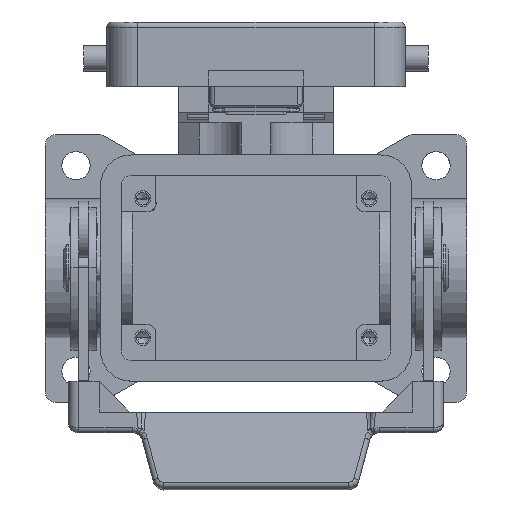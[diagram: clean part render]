
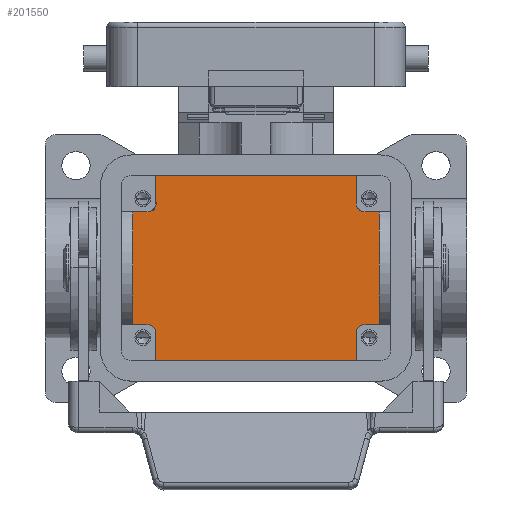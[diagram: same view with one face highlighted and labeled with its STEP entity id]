
A CAD part, top view. The second image highlights one B-rep face of the part: STEP entity #201550.
In plain terms, the highlighted planar face has unit normal (0, 0, 1).
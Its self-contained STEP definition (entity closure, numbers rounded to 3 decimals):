
#65170=CARTESIAN_POINT('',(-21.,11.,-20.));
#65180=VERTEX_POINT('',#65170);
#65210=CARTESIAN_POINT('',(0.,11.,-20.));
#65220=DIRECTION('',(-1.,0.,0.));
#65230=VECTOR('',#65220,1.);
#65240=LINE('',#65210,#65230);
#65250=CARTESIAN_POINT('',(-24.,11.,-20.));
#65260=VERTEX_POINT('',#65250);
#65270=EDGE_CURVE('',#65180,#65260,#65240,.T.);
#65730=CARTESIAN_POINT('',(0.,-11.,-20.));
#65740=DIRECTION('',(1.,0.,-0.));
#65750=VECTOR('',#65740,1.);
#65760=LINE('',#65730,#65750);
#65770=CARTESIAN_POINT('',(-24.,-11.,-20.));
#65780=VERTEX_POINT('',#65770);
#65790=CARTESIAN_POINT('',(-21.,-11.,-20.));
#65800=VERTEX_POINT('',#65790);
#65810=EDGE_CURVE('',#65780,#65800,#65760,.T.);
#67560=CARTESIAN_POINT('',(24.,-11.,-20.));
#67570=VERTEX_POINT('',#67560);
#67600=CARTESIAN_POINT('',(24.,0.,-20.));
#67610=DIRECTION('',(0.,1.,-0.));
#67620=VECTOR('',#67610,1.);
#67630=LINE('',#67600,#67620);
#67640=CARTESIAN_POINT('',(24.,11.,-20.));
#67650=VERTEX_POINT('',#67640);
#67660=EDGE_CURVE('',#67570,#67650,#67630,.T.);
#70840=CARTESIAN_POINT('',(21.,-11.,-20.));
#70850=VERTEX_POINT('',#70840);
#70880=CARTESIAN_POINT('',(0.,-11.,-20.));
#70890=DIRECTION('',(1.,0.,-0.));
#70900=VECTOR('',#70890,1.);
#70910=LINE('',#70880,#70900);
#70920=EDGE_CURVE('',#70850,#67570,#70910,.T.);
#71560=CARTESIAN_POINT('',(19.5,-18.75,-20.));
#71570=VERTEX_POINT('',#71560);
#72040=CARTESIAN_POINT('',(-19.5,-18.75,-20.));
#72050=VERTEX_POINT('',#72040);
#72080=CARTESIAN_POINT('',(0.,-18.75,-20.));
#72090=DIRECTION('',(-1.,0.,0.));
#72100=VECTOR('',#72090,1.);
#72110=LINE('',#72080,#72100);
#72120=EDGE_CURVE('',#71570,#72050,#72110,.T.);
#73370=CARTESIAN_POINT('',(-21.,-12.5,-20.));
#73380=DIRECTION('',(-0.,-0.,-1.));
#73390=DIRECTION('',(1.,0.,0.));
#73400=AXIS2_PLACEMENT_3D('',#73370,#73380,#73390);
#73410=CIRCLE('',#73400,1.5);
#73420=CARTESIAN_POINT('',(-19.5,-12.5,-20.));
#73430=VERTEX_POINT('',#73420);
#73440=EDGE_CURVE('',#65800,#73430,#73410,.T.);
#74050=CARTESIAN_POINT('',(-19.5,13.005,-20.));
#74060=VERTEX_POINT('',#74050);
#74380=CARTESIAN_POINT('',(-19.5,18.75,-20.));
#74390=VERTEX_POINT('',#74380);
#74420=CARTESIAN_POINT('',(-19.5,0.,-20.));
#74430=DIRECTION('',(0.,1.,0.));
#74440=VECTOR('',#74430,1.);
#74450=LINE('',#74420,#74440);
#74460=EDGE_CURVE('',#74060,#74390,#74450,.T.);
#75080=CARTESIAN_POINT('',(19.5,18.75,-20.));
#75090=VERTEX_POINT('',#75080);
#75120=CARTESIAN_POINT('',(0.,18.75,-20.));
#75130=DIRECTION('',(1.,0.,0.));
#75140=VECTOR('',#75130,1.);
#75150=LINE('',#75120,#75140);
#75160=EDGE_CURVE('',#74390,#75090,#75150,.T.);
#82910=CARTESIAN_POINT('',(19.5,-12.5,-20.));
#82920=VERTEX_POINT('',#82910);
#83020=CARTESIAN_POINT('',(19.5,0.,-20.));
#83030=DIRECTION('',(0.,-1.,0.));
#83040=VECTOR('',#83030,1.);
#83050=LINE('',#83020,#83040);
#83060=EDGE_CURVE('',#82920,#71570,#83050,.T.);
#83650=CARTESIAN_POINT('',(21.,-12.5,-20.));
#83660=DIRECTION('',(0.,0.,1.));
#83670=DIRECTION('',(1.,0.,0.));
#83680=AXIS2_PLACEMENT_3D('',#83650,#83660,#83670);
#83690=CIRCLE('',#83680,1.5);
#83700=EDGE_CURVE('',#70850,#82920,#83690,.T.);
#86260=CARTESIAN_POINT('',(0.,11.,-20.));
#86270=DIRECTION('',(-1.,0.,0.));
#86280=VECTOR('',#86270,1.);
#86290=LINE('',#86260,#86280);
#86300=CARTESIAN_POINT('',(21.,11.,-20.));
#86310=VERTEX_POINT('',#86300);
#86320=EDGE_CURVE('',#67650,#86310,#86290,.T.);
#201030=CARTESIAN_POINT('',(-28.8,-22.5,-20.));
#201040=DIRECTION('',(0.,0.,1.));
#201050=DIRECTION('',(1.,0.,0.));
#201060=AXIS2_PLACEMENT_3D('',#201030,#201040,#201050);
#201070=PLANE('',#201060);
#201080=ORIENTED_EDGE('',*,*,#73440,.T.);
#201090=ORIENTED_EDGE('',*,*,#65810,.T.);
#201100=CARTESIAN_POINT('',(-24.,0.,-20.));
#201110=DIRECTION('',(0.,-1.,0.));
#201120=VECTOR('',#201110,1.);
#201130=LINE('',#201100,#201120);
#201140=EDGE_CURVE('',#65260,#65780,#201130,.T.);
#201150=ORIENTED_EDGE('',*,*,#201140,.T.);
#201160=ORIENTED_EDGE('',*,*,#65270,.T.);
#201170=CARTESIAN_POINT('',(-21.,12.564,-20.));
#201180=DIRECTION('',(0.,0.,1.));
#201190=DIRECTION('',(1.,0.,0.));
#201200=AXIS2_PLACEMENT_3D('',#201170,#201180,#201190);
#201210=CIRCLE('',#201200,1.564);
#201220=EDGE_CURVE('',#65180,#74060,#201210,.T.);
#201230=ORIENTED_EDGE('',*,*,#201220,.F.);
#201240=ORIENTED_EDGE('',*,*,#74460,.F.);
#201250=ORIENTED_EDGE('',*,*,#75160,.F.);
#201260=CARTESIAN_POINT('',(19.5,0.,-20.));
#201270=DIRECTION('',(0.,-1.,0.));
#201280=VECTOR('',#201270,1.);
#201290=LINE('',#201260,#201280);
#201300=CARTESIAN_POINT('',(19.5,12.5,-20.));
#201310=VERTEX_POINT('',#201300);
#201320=EDGE_CURVE('',#75090,#201310,#201290,.T.);
#201330=ORIENTED_EDGE('',*,*,#201320,.F.);
#201340=CARTESIAN_POINT('',(21.,12.5,-20.));
#201350=DIRECTION('',(0.,0.,1.));
#201360=DIRECTION('',(1.,0.,0.));
#201370=AXIS2_PLACEMENT_3D('',#201340,#201350,#201360);
#201380=CIRCLE('',#201370,1.5);
#201390=EDGE_CURVE('',#201310,#86310,#201380,.T.);
#201400=ORIENTED_EDGE('',*,*,#201390,.F.);
#201410=ORIENTED_EDGE('',*,*,#86320,.T.);
#201420=ORIENTED_EDGE('',*,*,#67660,.T.);
#201430=ORIENTED_EDGE('',*,*,#70920,.T.);
#201440=ORIENTED_EDGE('',*,*,#83700,.F.);
#201450=ORIENTED_EDGE('',*,*,#83060,.F.);
#201460=ORIENTED_EDGE('',*,*,#72120,.F.);
#201470=CARTESIAN_POINT('',(-19.5,0.,-20.));
#201480=DIRECTION('',(0.,1.,0.));
#201490=VECTOR('',#201480,1.);
#201500=LINE('',#201470,#201490);
#201510=EDGE_CURVE('',#72050,#73430,#201500,.T.);
#201520=ORIENTED_EDGE('',*,*,#201510,.F.);
#201530=EDGE_LOOP('',(#201520,#201460,#201450,#201440,#201430,#201420,
#201410,#201400,#201330,#201250,#201240,#201230,#201160,#201150,#201090,
#201080));
#201540=FACE_OUTER_BOUND('',#201530,.T.);
#201550=ADVANCED_FACE('',(#201540),#201070,.T.);
